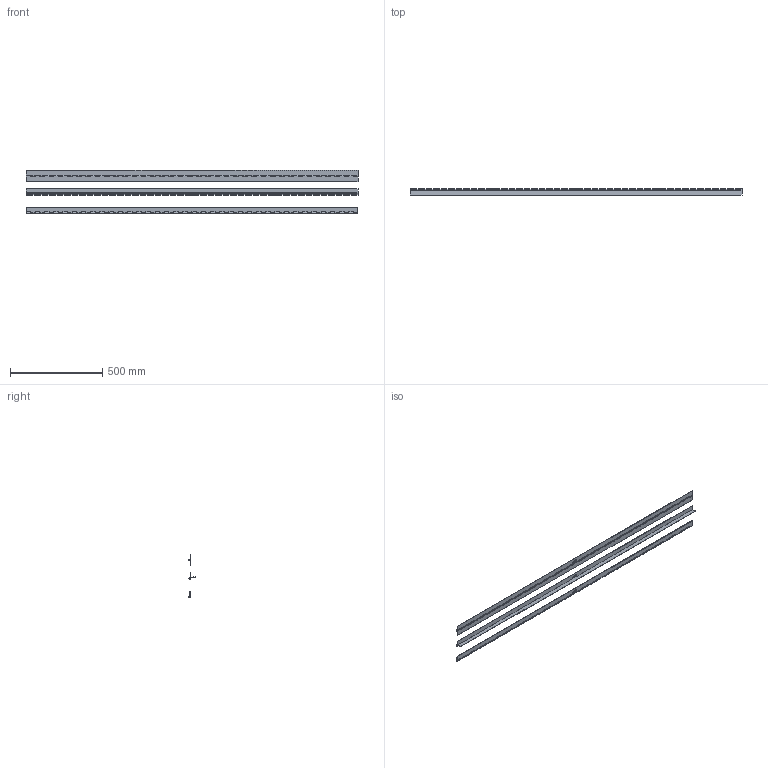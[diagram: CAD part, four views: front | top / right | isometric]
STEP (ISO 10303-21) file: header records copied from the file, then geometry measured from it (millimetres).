
FILE_DESCRIPTION (( 'STEP AP214' ), '1' );
FILE_NAME ('72852-Piano Hinge Zinc Plated Unpunched 60mm 1.8m.STEP', '2019-01-02T23:33:33', ( '' ), ( '' ), 'SwSTEP 2.0', 'SolidWorks 2018', '' );
FILE_SCHEMA (( 'AUTOMOTIVE_DESIGN' ));
Length unit declared in the file: millimetre
Products named in the file (4): Top; 72852-Piano Hinge Zinc Plated Unpunched 60mm 1.8m; Bottom; Pin
Assembly tree (9 placements, depth 2):
  72852-Piano Hinge Zinc Plated Unpunched 60mm 1.8m
    Bottom  x3
    Pin  x3
    Top  x3
Bounding box: 1800 x 33.73 x 234.5 mm (x, y, z)
Volume: 711957.8 mm3; surface area: 948659.6 mm2
Topology: 9 solids, 9 shells, 2979 faces, 8658 edges, 5772 vertices
Faces by surface type: plane 1350, cylinder 1302, bspline 327
Entity records: 39436 total; most frequent: CARTESIAN_POINT 12884, ORIENTED_EDGE 5772, DIRECTION 5328, EDGE_CURVE 2886, VERTEX_POINT 1924, VECTOR 1800, LINE 1800, AXIS2_PLACEMENT_3D 1764
